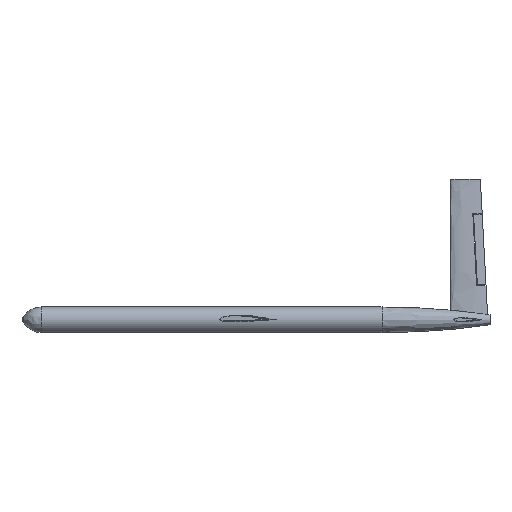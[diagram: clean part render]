
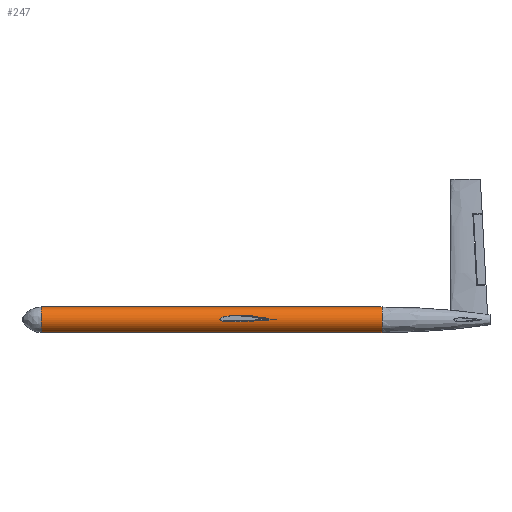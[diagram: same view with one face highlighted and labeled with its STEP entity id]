
A CAD part, top view. The second image highlights one B-rep face of the part: STEP entity #247.
In plain terms, the highlighted cylindrical face has radius 177.8 mm (diameter 355.6 mm), a partial arc.
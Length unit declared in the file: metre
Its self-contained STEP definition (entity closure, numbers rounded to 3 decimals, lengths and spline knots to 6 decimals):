
#61=DIRECTION('',(-1.,0.,0.));
#62=VECTOR('',#61,4.7333);
#63=CARTESIAN_POINT('',(5.,0.1778,0.));
#64=LINE('',#63,#62);
#65=CARTESIAN_POINT('',(5.,0.,0.));
#66=DIRECTION('',(1.,0.,0.));
#67=DIRECTION('',(0.,1.,0.));
#68=AXIS2_PLACEMENT_3D('',#65,#66,#67);
#70=DIRECTION('',(-1.,0.,0.));
#71=VECTOR('',#70,4.7333);
#72=CARTESIAN_POINT('',(5.,-0.1778,0.));
#73=LINE('',#72,#71);
#79=CARTESIAN_POINT('',(0.2667,0.,0.));
#80=DIRECTION('',(1.,0.,0.));
#81=DIRECTION('',(0.,1.,0.));
#82=AXIS2_PLACEMENT_3D('',#79,#80,#81);
#115=CARTESIAN_POINT('',(5.,0.1778,0.));
#117=VERTEX_POINT('',#115);
#119=CARTESIAN_POINT('',(5.,-0.1778,0.));
#121=VERTEX_POINT('',#119);
#122=CARTESIAN_POINT('',(0.2667,0.1778,0.));
#123=VERTEX_POINT('',#122);
#128=CARTESIAN_POINT('',(0.2667,-0.1778,0.));
#129=VERTEX_POINT('',#128);
#235=CARTESIAN_POINT('',(6.825,0.,0.));
#236=DIRECTION('',(-1.,0.,0.));
#237=DIRECTION('',(0.,1.,0.));
#238=AXIS2_PLACEMENT_3D('',#235,#236,#237);
#239=CYLINDRICAL_SURFACE('',#238,0.1778);
#240=ORIENTED_EDGE('',*,*,#225,.F.);
#241=ORIENTED_EDGE('',*,*,#178,.T.);
#242=ORIENTED_EDGE('',*,*,#229,.T.);
#244=ORIENTED_EDGE('',*,*,#243,.F.);
#245=EDGE_LOOP('',(#240,#241,#242,#244));
#246=FACE_OUTER_BOUND('',#245,.F.);
#247=ADVANCED_FACE('',(#246),#239,.T.);
#69=CIRCLE('',#68,0.1778);
#83=CIRCLE('',#82,0.1778);
#178=EDGE_CURVE('',#117,#121,#69,.T.);
#225=EDGE_CURVE('',#117,#123,#64,.T.);
#229=EDGE_CURVE('',#121,#129,#73,.T.);
#243=EDGE_CURVE('',#123,#129,#83,.T.);
